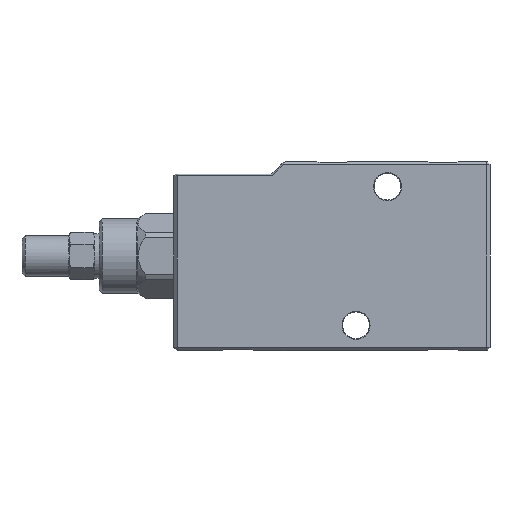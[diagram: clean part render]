
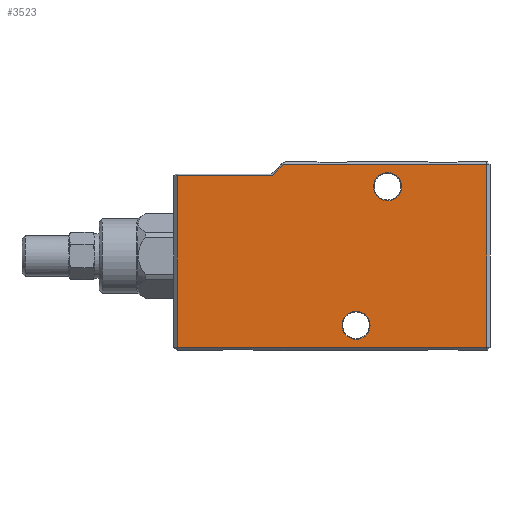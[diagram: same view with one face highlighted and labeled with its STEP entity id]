
A CAD part, front view. The second image highlights one B-rep face of the part: STEP entity #3523.
In plain terms, the highlighted planar face has unit normal (0, -1, 0).
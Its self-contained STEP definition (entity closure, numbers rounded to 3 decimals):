
#35=ELLIPSE('',#3765,0.295,0.2);
#128=LINE('',#6594,#253);
#129=LINE('',#6596,#254);
#130=LINE('',#6598,#255);
#131=LINE('',#6600,#256);
#160=LINE('',#6691,#285);
#161=LINE('',#6693,#286);
#253=VECTOR('',#4326,1000.);
#254=VECTOR('',#4329,1000.);
#255=VECTOR('',#4332,1000.);
#256=VECTOR('',#4335,1000.);
#285=VECTOR('',#4430,1000.);
#286=VECTOR('',#4431,1000.);
#1014=ORIENTED_EDGE('',*,*,#1397,.T.);
#1015=ORIENTED_EDGE('',*,*,#1396,.T.);
#1016=ORIENTED_EDGE('',*,*,#1437,.T.);
#1017=ORIENTED_EDGE('',*,*,#1438,.T.);
#1018=ORIENTED_EDGE('',*,*,#1399,.T.);
#1019=ORIENTED_EDGE('',*,*,#1393,.T.);
#1020=ORIENTED_EDGE('',*,*,#1392,.T.);
#1021=ORIENTED_EDGE('',*,*,#1391,.T.);
#1022=ORIENTED_EDGE('',*,*,#1390,.T.);
#1390=EDGE_CURVE('',#1617,#1649,#128,.T.);
#1391=EDGE_CURVE('',#1630,#1617,#129,.T.);
#1392=EDGE_CURVE('',#1631,#1630,#130,.T.);
#1393=EDGE_CURVE('',#1650,#1631,#131,.T.);
#1396=EDGE_CURVE('',#1652,#1652,#1799,.T.);
#1397=EDGE_CURVE('',#1653,#1653,#1800,.T.);
#1399=EDGE_CURVE('',#1655,#1650,#35,.F.);
#1437=EDGE_CURVE('',#1649,#1679,#160,.T.);
#1438=EDGE_CURVE('',#1679,#1655,#161,.T.);
#1617=VERTEX_POINT('',#6382);
#1630=VERTEX_POINT('',#6525);
#1631=VERTEX_POINT('',#6535);
#1649=VERTEX_POINT('',#6593);
#1650=VERTEX_POINT('',#6601);
#1652=VERTEX_POINT('',#6607);
#1653=VERTEX_POINT('',#6610);
#1655=VERTEX_POINT('',#6615);
#1679=VERTEX_POINT('',#6692);
#1799=CIRCLE('',#3760,4.45);
#1800=CIRCLE('',#3762,4.45);
#1990=EDGE_LOOP('',(#1014));
#1991=EDGE_LOOP('',(#1015));
#1992=EDGE_LOOP('',(#1016,#1017,#1018,#1019,#1020,#1021,#1022));
#2189=FACE_BOUND('',#1990,.T.);
#2190=FACE_BOUND('',#1991,.T.);
#2191=FACE_BOUND('',#1992,.T.);
#2277=PLANE('',#3790);
#3523=ADVANCED_FACE('',(#2189,#2190,#2191),#2277,.T.);
#3760=AXIS2_PLACEMENT_3D('',#6606,#4341,#4342);
#3762=AXIS2_PLACEMENT_3D('',#6609,#4345,#4346);
#3765=AXIS2_PLACEMENT_3D('',#6614,#4351,#4352);
#3790=AXIS2_PLACEMENT_3D('',#6690,#4428,#4429);
#4326=DIRECTION('',(0.,0.,1.));
#4329=DIRECTION('',(1.,0.,0.));
#4332=DIRECTION('',(0.,0.,-1.));
#4335=DIRECTION('',(-1.,0.,0.));
#4341=DIRECTION('',(0.,1.,0.));
#4342=DIRECTION('',(1.,0.,0.));
#4345=DIRECTION('',(0.,1.,0.));
#4346=DIRECTION('',(1.,0.,0.));
#4351=DIRECTION('',(0.,-1.,0.));
#4352=DIRECTION('',(-0.383,0.,0.924));
#4428=DIRECTION('',(0.,-1.,0.));
#4429=DIRECTION('',(0.,0.,-1.));
#4430=DIRECTION('',(-1.,0.,0.));
#4431=DIRECTION('',(-0.707,0.,-0.707));
#6382=CARTESIAN_POINT('',(49.15,-15.,-29.));
#6525=CARTESIAN_POINT('',(-49.15,-15.,-29.));
#6535=CARTESIAN_POINT('',(-49.15,-15.,25.5));
#6593=CARTESIAN_POINT('',(49.15,-15.,29.));
#6594=CARTESIAN_POINT('',(49.15,-15.,30.));
#6596=CARTESIAN_POINT('',(50.15,-15.,-29.));
#6598=CARTESIAN_POINT('',(-49.15,-15.,-30.));
#6600=CARTESIAN_POINT('',(-49.15,-15.,25.5));
#6601=CARTESIAN_POINT('',(-19.001,-15.,25.5));
#6606=CARTESIAN_POINT('',(17.65,-15.,22.));
#6607=CARTESIAN_POINT('',(22.1,-15.,22.));
#6609=CARTESIAN_POINT('',(7.65,-15.,-22.));
#6610=CARTESIAN_POINT('',(12.1,-15.,-22.));
#6614=CARTESIAN_POINT('',(-19.06,-15.,25.783));
#6615=CARTESIAN_POINT('',(-18.901,-15.,25.541));
#6690=CARTESIAN_POINT('',(0.,-15.,0.));
#6691=CARTESIAN_POINT('',(-50.15,-15.,29.));
#6692=CARTESIAN_POINT('',(-15.443,-15.,29.));
#6693=CARTESIAN_POINT('',(-18.796,-15.,25.646));
